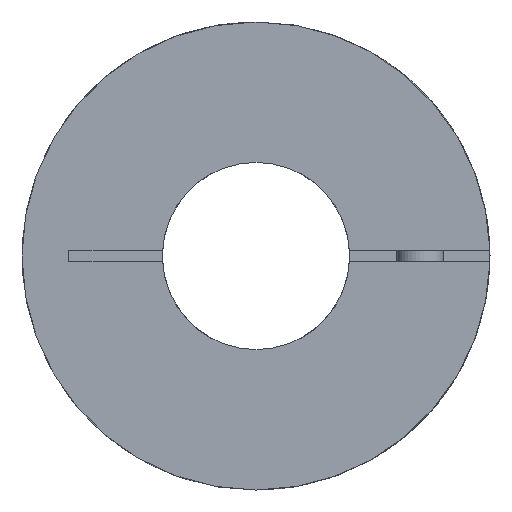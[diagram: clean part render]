
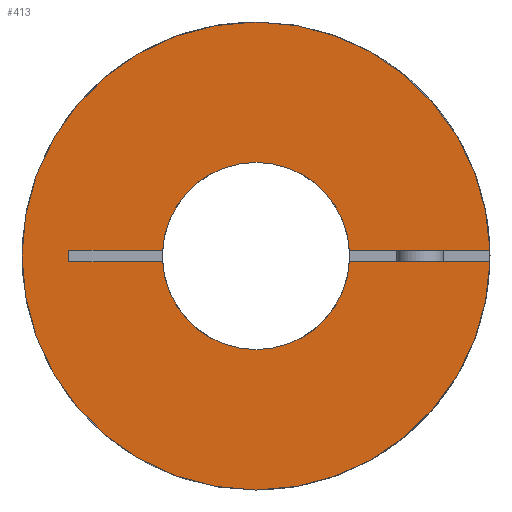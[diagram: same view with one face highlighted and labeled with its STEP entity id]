
A CAD part, left-side view. The second image highlights one B-rep face of the part: STEP entity #413.
In plain terms, the highlighted planar face has unit normal (-1, 0, 0).
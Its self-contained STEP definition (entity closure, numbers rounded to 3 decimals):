
#413=ADVANCED_FACE('',(#929),#930,.T.);
#929=FACE_OUTER_BOUND('',#3029,.T.);
#930=PLANE('',#3030);
#3029=EDGE_LOOP('',(#3963,#3964,#3965,#3966,#3967,#3968,#3969,#3970,#3971,#3972,#3973,#3974));
#3030=AXIS2_PLACEMENT_3D('',#3975,#3976,#3977);
#3963=ORIENTED_EDGE('',*,*,#4661,.T.);
#3964=ORIENTED_EDGE('',*,*,#4650,.T.);
#3965=ORIENTED_EDGE('',*,*,#4761,.F.);
#3966=ORIENTED_EDGE('',*,*,#4548,.F.);
#3967=ORIENTED_EDGE('',*,*,#4762,.F.);
#3968=ORIENTED_EDGE('',*,*,#4543,.F.);
#3969=ORIENTED_EDGE('',*,*,#4689,.T.);
#3970=ORIENTED_EDGE('',*,*,#4653,.T.);
#3971=ORIENTED_EDGE('',*,*,#4659,.T.);
#3972=ORIENTED_EDGE('',*,*,#4763,.F.);
#3973=ORIENTED_EDGE('',*,*,#4764,.F.);
#3974=ORIENTED_EDGE('',*,*,#4680,.T.);
#3975=CARTESIAN_POINT('',(0.0,0.,0.));
#3976=DIRECTION('',(-1.0,0.0,0.0));
#3977=DIRECTION('',(0.0,-1.0,0.0));
#4543=EDGE_CURVE('',#5063,#5059,#5065,.T.);
#4548=EDGE_CURVE('',#5071,#5073,#5074,.T.);
#4650=EDGE_CURVE('',#5238,#5246,#5248,.T.);
#4653=EDGE_CURVE('',#5253,#5250,#5254,.T.);
#4659=EDGE_CURVE('',#5250,#5261,#5263,.T.);
#4661=EDGE_CURVE('',#5265,#5238,#5266,.T.);
#4680=EDGE_CURVE('',#5292,#5265,#5293,.T.);
#4689=EDGE_CURVE('',#5063,#5253,#5304,.T.);
#4761=EDGE_CURVE('',#5073,#5246,#5393,.T.);
#4762=EDGE_CURVE('',#5059,#5071,#5394,.T.);
#4763=EDGE_CURVE('',#5395,#5261,#5396,.T.);
#4764=EDGE_CURVE('',#5292,#5395,#5397,.T.);
#5059=VERTEX_POINT('',#5942);
#5063=VERTEX_POINT('',#5947);
#5065=CIRCLE('',#5950,20.0);
#5071=VERTEX_POINT('',#6034);
#5073=VERTEX_POINT('',#6037);
#5074=CIRCLE('',#6038,20.0);
#5238=VERTEX_POINT('',#6402);
#5246=VERTEX_POINT('',#6412);
#5248=CIRCLE('',#6415,8.0);
#5250=VERTEX_POINT('',#6417);
#5253=VERTEX_POINT('',#6421);
#5254=CIRCLE('',#6422,8.0);
#5261=VERTEX_POINT('',#6430);
#5263=CIRCLE('',#6433,8.0);
#5265=VERTEX_POINT('',#6435);
#5266=CIRCLE('',#6436,8.0);
#5292=VERTEX_POINT('',#6468);
#5293=LINE('',#6469,#6470);
#5304=LINE('',#6485,#6486);
#5393=LINE('',#6645,#6646);
#5394=CIRCLE('',#6647,20.0);
#5395=VERTEX_POINT('',#6648);
#5396=LINE('',#6649,#6650);
#5397=LINE('',#6651,#6652);
#5942=CARTESIAN_POINT('',(0.0,0.,-20.0));
#5947=CARTESIAN_POINT('',(0.,-19.994,-0.5));
#5950=AXIS2_PLACEMENT_3D('',#6987,#6988,#6989);
#6034=CARTESIAN_POINT('',(0.0,0.,20.0));
#6037=CARTESIAN_POINT('',(0.,-19.994,0.5));
#6038=AXIS2_PLACEMENT_3D('',#6991,#6992,#6993);
#6402=CARTESIAN_POINT('',(0.0,0.,8.0));
#6412=CARTESIAN_POINT('',(0.,-7.984,0.5));
#6415=AXIS2_PLACEMENT_3D('',#7155,#7156,#7157);
#6417=CARTESIAN_POINT('',(0.0,0.,-8.0));
#6421=CARTESIAN_POINT('',(0.,-7.984,-0.5));
#6422=AXIS2_PLACEMENT_3D('',#7159,#7160,#7161);
#6430=CARTESIAN_POINT('',(0.,7.984,-0.5));
#6433=AXIS2_PLACEMENT_3D('',#7170,#7171,#7172);
#6435=CARTESIAN_POINT('',(0.,7.984,0.5));
#6436=AXIS2_PLACEMENT_3D('',#7173,#7174,#7175);
#6468=CARTESIAN_POINT('',(0.,16.0,0.5));
#6469=CARTESIAN_POINT('',(0.,16.0,0.5));
#6470=VECTOR('',#7206,13.042);
#6485=CARTESIAN_POINT('',(0.,-19.994,-0.5));
#6486=VECTOR('',#7217,17.036);
#6645=CARTESIAN_POINT('',(0.,-19.994,0.5));
#6646=VECTOR('',#7286,17.036);
#6647=AXIS2_PLACEMENT_3D('',#7287,#7288,#7289);
#6648=CARTESIAN_POINT('',(0.,16.0,-0.5));
#6649=CARTESIAN_POINT('',(0.,16.0,-0.5));
#6650=VECTOR('',#7290,13.042);
#6651=CARTESIAN_POINT('',(0.,16.0,0.5));
#6652=VECTOR('',#7291,1.0);
#6987=CARTESIAN_POINT('',(0.0,0.,0.));
#6988=DIRECTION('',(1.0,0.0,-0.0));
#6989=DIRECTION('',(0.0,0.0,1.0));
#6991=CARTESIAN_POINT('',(0.0,0.,0.));
#6992=DIRECTION('',(1.0,0.0,-0.0));
#6993=DIRECTION('',(0.0,0.0,1.0));
#7155=CARTESIAN_POINT('',(0.0,0.0,0.0));
#7156=DIRECTION('',(1.0,0.0,-0.0));
#7157=DIRECTION('',(0.0,0.0,1.0));
#7159=CARTESIAN_POINT('',(0.0,0.0,0.0));
#7160=DIRECTION('',(1.0,0.0,-0.0));
#7161=DIRECTION('',(0.0,0.0,1.0));
#7170=CARTESIAN_POINT('',(0.0,0.0,0.0));
#7171=DIRECTION('',(1.0,0.0,-0.0));
#7172=DIRECTION('',(0.0,0.0,1.0));
#7173=CARTESIAN_POINT('',(0.0,0.0,0.0));
#7174=DIRECTION('',(1.0,0.0,-0.0));
#7175=DIRECTION('',(0.0,0.0,1.0));
#7206=DIRECTION('',(0.0,-1.0,0.0));
#7217=DIRECTION('',(0.0,1.0,0.0));
#7286=DIRECTION('',(0.0,1.0,0.0));
#7287=CARTESIAN_POINT('',(0.0,0.,0.));
#7288=DIRECTION('',(1.0,0.0,-0.0));
#7289=DIRECTION('',(0.0,0.0,1.0));
#7290=DIRECTION('',(0.0,-1.0,0.0));
#7291=DIRECTION('',(0.0,0.0,-1.0));
